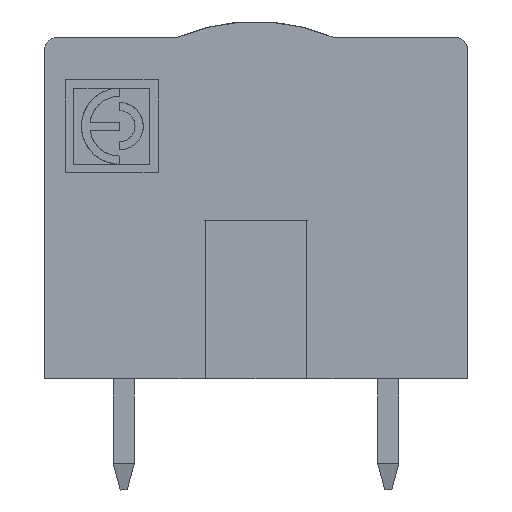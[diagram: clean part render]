
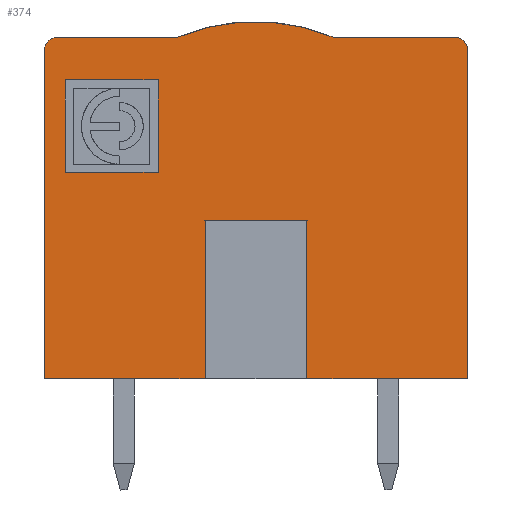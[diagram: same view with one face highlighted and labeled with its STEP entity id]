
A CAD part, left-side view. The second image highlights one B-rep face of the part: STEP entity #374.
In plain terms, the highlighted planar face has unit normal (-1, 0, 0).
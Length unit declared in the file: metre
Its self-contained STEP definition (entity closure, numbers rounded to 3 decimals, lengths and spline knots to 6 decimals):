
#374=ADVANCED_FACE('',(#1007,#1008),#1009,.T.);
#1007=FACE_OUTER_BOUND('',#1927,.T.);
#1008=FACE_BOUND('',#1928,.T.);
#1009=PLANE('',#1929);
#1927=EDGE_LOOP('',(#3153,#3154,#3155,#3156,#3157,#3158,#3159,#3160,#3161,#3162,#3163,#3164));
#1928=EDGE_LOOP('',(#3165,#3166,#3167,#3168));
#1929=AXIS2_PLACEMENT_3D('',#3169,#3170,#3171);
#3153=ORIENTED_EDGE('',*,*,#5705,.T.);
#3154=ORIENTED_EDGE('',*,*,#5765,.F.);
#3155=ORIENTED_EDGE('',*,*,#5766,.F.);
#3156=ORIENTED_EDGE('',*,*,#5767,.F.);
#3157=ORIENTED_EDGE('',*,*,#5768,.F.);
#3158=ORIENTED_EDGE('',*,*,#5769,.F.);
#3159=ORIENTED_EDGE('',*,*,#5770,.T.);
#3160=ORIENTED_EDGE('',*,*,#5771,.F.);
#3161=ORIENTED_EDGE('',*,*,#5772,.T.);
#3162=ORIENTED_EDGE('',*,*,#5773,.T.);
#3163=ORIENTED_EDGE('',*,*,#5774,.F.);
#3164=ORIENTED_EDGE('',*,*,#5775,.F.);
#3165=ORIENTED_EDGE('',*,*,#5776,.T.);
#3166=ORIENTED_EDGE('',*,*,#5777,.T.);
#3167=ORIENTED_EDGE('',*,*,#5778,.T.);
#3168=ORIENTED_EDGE('',*,*,#5779,.T.);
#3169=CARTESIAN_POINT('',(0.04023,0.000514,0.016385));
#3170=DIRECTION('',(-1.0,0.,0.));
#3171=DIRECTION('',(0.,1.0,0.));
#5705=EDGE_CURVE('',#6851,#6849,#6852,.T.);
#5765=EDGE_CURVE('',#6961,#6849,#6962,.F.);
#5766=EDGE_CURVE('',#6963,#6961,#6964,.T.);
#5767=EDGE_CURVE('',#6965,#6963,#6966,.F.);
#5768=EDGE_CURVE('',#6967,#6965,#6968,.T.);
#5769=EDGE_CURVE('',#6969,#6967,#6970,.F.);
#5770=EDGE_CURVE('',#6969,#6971,#6972,.T.);
#5771=EDGE_CURVE('',#6973,#6971,#6974,.T.);
#5772=EDGE_CURVE('',#6973,#6975,#6976,.T.);
#5773=EDGE_CURVE('',#6975,#6977,#6978,.T.);
#5774=EDGE_CURVE('',#6979,#6977,#6980,.T.);
#5775=EDGE_CURVE('',#6851,#6979,#6981,.T.);
#5776=EDGE_CURVE('',#6982,#6983,#6984,.T.);
#5777=EDGE_CURVE('',#6983,#6985,#6986,.T.);
#5778=EDGE_CURVE('',#6985,#6987,#6988,.T.);
#5779=EDGE_CURVE('',#6987,#6982,#6989,.T.);
#6849=VERTEX_POINT('',#8603);
#6851=VERTEX_POINT('',#8606);
#6852=LINE('',#8607,#8608);
#6961=VERTEX_POINT('',#8766);
#6962=CIRCLE('',#8767,0.000495);
#6963=VERTEX_POINT('',#8768);
#6964=LINE('',#8769,#8770);
#6965=VERTEX_POINT('',#8771);
#6966=CIRCLE('',#8772,0.007723);
#6967=VERTEX_POINT('',#8773);
#6968=LINE('',#8774,#8775);
#6969=VERTEX_POINT('',#8776);
#6970=CIRCLE('',#8777,0.000495);
#6971=VERTEX_POINT('',#8778);
#6972=LINE('',#8779,#8780);
#6973=VERTEX_POINT('',#8781);
#6974=LINE('',#8782,#8783);
#6975=VERTEX_POINT('',#8784);
#6976=LINE('',#8785,#8786);
#6977=VERTEX_POINT('',#8787);
#6978=LINE('',#8788,#8789);
#6979=VERTEX_POINT('',#8790);
#6980=LINE('',#8791,#8792);
#6981=LINE('',#8793,#8794);
#6982=VERTEX_POINT('',#8795);
#6983=VERTEX_POINT('',#8796);
#6984=LINE('',#8797,#8798);
#6985=VERTEX_POINT('',#8799);
#6986=LINE('',#8800,#8801);
#6987=VERTEX_POINT('',#8802);
#6988=LINE('',#8803,#8804);
#6989=LINE('',#8805,#8806);
#8603=CARTESIAN_POINT('',(0.04023,0.000009,0.012411));
#8606=CARTESIAN_POINT('',(0.04023,0.000009,0.));
#8607=CARTESIAN_POINT('',(0.04023,0.000009,0.016385));
#8608=VECTOR('',#10866,1.0);
#8766=CARTESIAN_POINT('',(0.04023,0.000504,0.012906));
#8767=AXIS2_PLACEMENT_3D('',#10927,#10928,#10929);
#8768=CARTESIAN_POINT('',(0.04023,0.005058,0.012906));
#8769=CARTESIAN_POINT('',(0.04023,0.000514,0.012906));
#8770=VECTOR('',#10930,1.0);
#8771=CARTESIAN_POINT('',(0.04023,0.010999,0.012906));
#8772=AXIS2_PLACEMENT_3D('',#10931,#10932,#10933);
#8773=CARTESIAN_POINT('',(0.04023,0.015514,0.012906));
#8774=CARTESIAN_POINT('',(0.04023,0.010999,0.012906));
#8775=VECTOR('',#10934,1.0);
#8776=CARTESIAN_POINT('',(0.04023,0.016009,0.012411));
#8777=AXIS2_PLACEMENT_3D('',#10935,#10936,#10937);
#8778=CARTESIAN_POINT('',(0.04023,0.016009,0.));
#8779=CARTESIAN_POINT('',(0.04023,0.016009,-0.000011));
#8780=VECTOR('',#10938,1.0);
#8781=CARTESIAN_POINT('',(0.04023,0.009932,0.));
#8782=CARTESIAN_POINT('',(0.04023,0.016039,0.));
#8783=VECTOR('',#10939,1.0);
#8784=CARTESIAN_POINT('',(0.04023,0.009932,0.006));
#8785=CARTESIAN_POINT('',(0.04023,0.009932,0.));
#8786=VECTOR('',#10940,1.0);
#8787=CARTESIAN_POINT('',(0.04023,0.006086,0.006));
#8788=CARTESIAN_POINT('',(0.04023,0.006086,0.006));
#8789=VECTOR('',#10941,1.0);
#8790=CARTESIAN_POINT('',(0.04023,0.006086,0.));
#8791=CARTESIAN_POINT('',(0.04023,0.006086,0.));
#8792=VECTOR('',#10942,1.0);
#8793=CARTESIAN_POINT('',(0.04023,0.016039,0.));
#8794=VECTOR('',#10943,1.0);
#8795=CARTESIAN_POINT('',(0.04023,0.011709,0.0113));
#8796=CARTESIAN_POINT('',(0.04023,0.011709,0.0078));
#8797=CARTESIAN_POINT('',(0.04023,0.011709,0.0078));
#8798=VECTOR('',#10944,1.0);
#8799=CARTESIAN_POINT('',(0.04023,0.015209,0.0078));
#8800=CARTESIAN_POINT('',(0.04023,0.015209,0.0078));
#8801=VECTOR('',#10945,1.0);
#8802=CARTESIAN_POINT('',(0.04023,0.015209,0.0113));
#8803=CARTESIAN_POINT('',(0.04023,0.015209,0.0113));
#8804=VECTOR('',#10946,1.0);
#8805=CARTESIAN_POINT('',(0.04023,0.011709,0.0113));
#8806=VECTOR('',#10947,1.0);
#10866=DIRECTION('',(0.,0.,1.0));
#10927=CARTESIAN_POINT('',(0.04023,0.000504,0.012411));
#10928=DIRECTION('',(-1.0,0.,0.));
#10929=DIRECTION('',(0.,1.0,0.));
#10930=DIRECTION('',(0.,-1.0,0.));
#10931=CARTESIAN_POINT('',(0.04023,0.008029,0.005777));
#10932=DIRECTION('',(-1.0,0.,0.));
#10933=DIRECTION('',(0.,1.0,0.));
#10934=DIRECTION('',(0.,-1.0,0.));
#10935=CARTESIAN_POINT('',(0.04023,0.015514,0.012411));
#10936=DIRECTION('',(-1.0,0.,0.));
#10937=DIRECTION('',(0.,1.0,0.));
#10938=DIRECTION('',(0.,0.,-1.0));
#10939=DIRECTION('',(0.,1.0,0.));
#10940=DIRECTION('',(0.,0.,1.0));
#10941=DIRECTION('',(0.,-1.0,0.));
#10942=DIRECTION('',(0.,0.,1.0));
#10943=DIRECTION('',(0.,1.0,0.));
#10944=DIRECTION('',(0.,0.,-1.0));
#10945=DIRECTION('',(0.,1.0,0.));
#10946=DIRECTION('',(0.,0.,1.0));
#10947=DIRECTION('',(0.,-1.0,0.));
